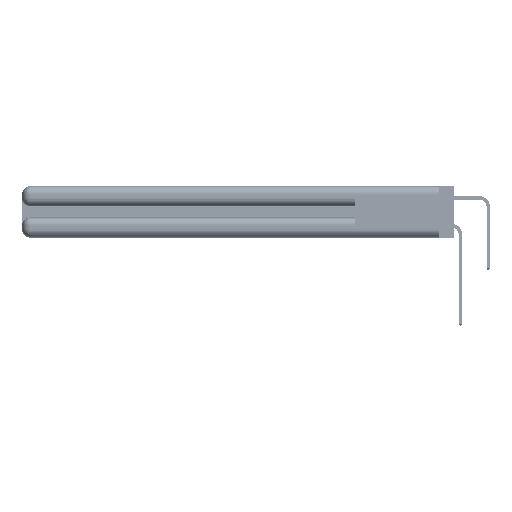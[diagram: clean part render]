
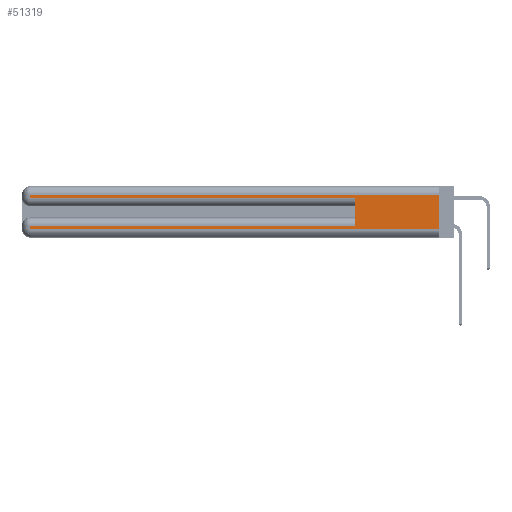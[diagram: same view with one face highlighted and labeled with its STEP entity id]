
A CAD part, left-side view. The second image highlights one B-rep face of the part: STEP entity #51319.
In plain terms, the highlighted planar face has unit normal (-1, 0, 0).
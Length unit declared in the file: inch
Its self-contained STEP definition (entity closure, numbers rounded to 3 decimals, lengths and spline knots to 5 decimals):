
#1261 = ORIENTED_EDGE ( 'NONE', *, *, #43000, .F. ) ;
#1367 = VERTEX_POINT ( 'NONE', #36919 ) ;
#1370 = EDGE_CURVE ( 'NONE', #56619, #42939, #6533, .T. ) ;
#1780 = EDGE_CURVE ( 'NONE', #32314, #42939, #56277, .T. ) ;
#1782 = AXIS2_PLACEMENT_3D ( 'NONE', #42490, #38328, #46863 ) ;
#2653 = CARTESIAN_POINT ( 'NONE',  ( 0., 0., 0.31 ) ) ;
#4938 = DIRECTION ( 'NONE',  ( 0., -1., 0. ) ) ;
#5397 = FACE_OUTER_BOUND ( 'NONE', #46651, .T. ) ;
#5907 = CARTESIAN_POINT ( 'NONE',  ( 0., 2.94, 0.37 ) ) ;
#6098 = ORIENTED_EDGE ( 'NONE', *, *, #47192, .T. ) ;
#6445 = VECTOR ( 'NONE', #4938, 39.37008 ) ;
#6533 = LINE ( 'NONE', #19202, #37849 ) ;
#6991 = CARTESIAN_POINT ( 'NONE',  ( 0., 0.6, 0.285 ) ) ;
#7171 = CARTESIAN_POINT ( 'NONE',  ( 0., 2.94, 0.37 ) ) ;
#7656 = CARTESIAN_POINT ( 'NONE',  ( 0., 2.94, 0.06 ) ) ;
#8475 = ORIENTED_EDGE ( 'NONE', *, *, #18791, .T. ) ;
#10330 = DIRECTION ( 'NONE',  ( 0., 1., 0. ) ) ;
#10579 = VERTEX_POINT ( 'NONE', #7656 ) ;
#13827 = CARTESIAN_POINT ( 'NONE',  ( 0., 0., 0.06 ) ) ;
#14987 = EDGE_CURVE ( 'NONE', #31472, #10579, #17426, .T. ) ;
#15444 = VECTOR ( 'NONE', #10330, 39.37008 ) ;
#15471 = PLANE ( 'NONE',  #1782 ) ;
#15526 = DIRECTION ( 'NONE',  ( 0., 0., -1. ) ) ;
#17426 = LINE ( 'NONE', #7171, #52271 ) ;
#17564 = CARTESIAN_POINT ( 'NONE',  ( 0., 0., 0.285 ) ) ;
#17754 = DIRECTION ( 'NONE',  ( 0., -1., 0. ) ) ;
#18087 = CARTESIAN_POINT ( 'NONE',  ( 0., 0., 0.31 ) ) ;
#18791 = EDGE_CURVE ( 'NONE', #49869, #32314, #23824, .T. ) ;
#19123 = DIRECTION ( 'NONE',  ( 0., 1., 0. ) ) ;
#19202 = CARTESIAN_POINT ( 'NONE',  ( 0., 0.6, 0.145 ) ) ;
#19365 = CARTESIAN_POINT ( 'NONE',  ( 0., 0.6, 0.085 ) ) ;
#19975 = VECTOR ( 'NONE', #17754, 39.37008 ) ;
#21305 = CARTESIAN_POINT ( 'NONE',  ( 0., 0., 0.37 ) ) ;
#22842 = CARTESIAN_POINT ( 'NONE',  ( 0., 2.94, 0.085 ) ) ;
#23824 = LINE ( 'NONE', #5907, #40862 ) ;
#23826 = VECTOR ( 'NONE', #19123, 39.37008 ) ;
#23990 = DIRECTION ( 'NONE',  ( 0., 0., 1. ) ) ;
#24156 = DIRECTION ( 'NONE',  ( 0., 0., -1. ) ) ;
#27526 = LINE ( 'NONE', #18087, #15444 ) ;
#28237 = ORIENTED_EDGE ( 'NONE', *, *, #1370, .F. ) ;
#31472 = VERTEX_POINT ( 'NONE', #22842 ) ;
#32314 = VERTEX_POINT ( 'NONE', #48951 ) ;
#32362 = LINE ( 'NONE', #37634, #23826 ) ;
#33416 = ORIENTED_EDGE ( 'NONE', *, *, #49792, .T. ) ;
#36919 = CARTESIAN_POINT ( 'NONE',  ( 0., 0., 0.06 ) ) ;
#37575 = CARTESIAN_POINT ( 'NONE',  ( 0., 2.94, 0.31 ) ) ;
#37634 = CARTESIAN_POINT ( 'NONE',  ( 0., 0., 0.085 ) ) ;
#37849 = VECTOR ( 'NONE', #23990, 39.37008 ) ;
#38328 = DIRECTION ( 'NONE',  ( 1., 0., 0. ) ) ;
#39837 = LINE ( 'NONE', #13827, #6445 ) ;
#39950 = VECTOR ( 'NONE', #40155, 39.37008 ) ;
#40155 = DIRECTION ( 'NONE',  ( 0., 0., -1. ) ) ;
#40862 = VECTOR ( 'NONE', #24156, 39.37008 ) ;
#42490 = CARTESIAN_POINT ( 'NONE',  ( 0., 0., 0.37 ) ) ;
#42939 = VERTEX_POINT ( 'NONE', #6991 ) ;
#43000 = EDGE_CURVE ( 'NONE', #49419, #1367, #46325, .T. ) ;
#43380 = ORIENTED_EDGE ( 'NONE', *, *, #14987, .T. ) ;
#43917 = EDGE_CURVE ( 'NONE', #10579, #1367, #39837, .T. ) ;
#45326 = ORIENTED_EDGE ( 'NONE', *, *, #1780, .T. ) ;
#46325 = LINE ( 'NONE', #21305, #39950 ) ;
#46651 = EDGE_LOOP ( 'NONE', ( #1261, #33416, #8475, #45326, #28237, #6098, #43380, #48228 ) ) ;
#46863 = DIRECTION ( 'NONE',  ( 0., 0., -1. ) ) ;
#47192 = EDGE_CURVE ( 'NONE', #56619, #31472, #32362, .T. ) ;
#48228 = ORIENTED_EDGE ( 'NONE', *, *, #43917, .T. ) ;
#48951 = CARTESIAN_POINT ( 'NONE',  ( 0., 2.94, 0.285 ) ) ;
#49419 = VERTEX_POINT ( 'NONE', #2653 ) ;
#49792 = EDGE_CURVE ( 'NONE', #49419, #49869, #27526, .T. ) ;
#49869 = VERTEX_POINT ( 'NONE', #37575 ) ;
#51319 = ADVANCED_FACE ( 'NONE', ( #5397 ), #15471, .F. ) ;
#52271 = VECTOR ( 'NONE', #15526, 39.37008 ) ;
#56277 = LINE ( 'NONE', #17564, #19975 ) ;
#56619 = VERTEX_POINT ( 'NONE', #19365 ) ;
